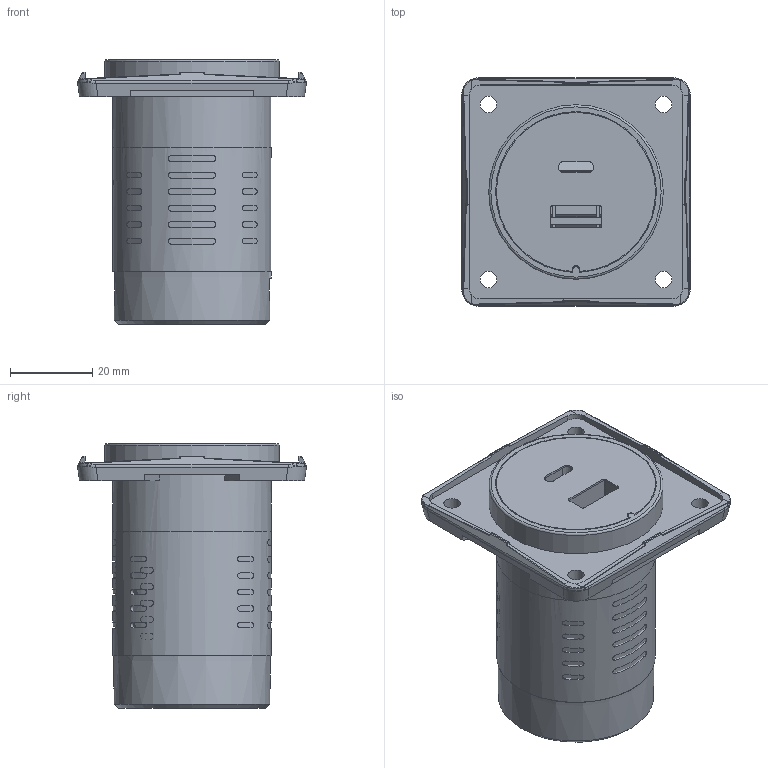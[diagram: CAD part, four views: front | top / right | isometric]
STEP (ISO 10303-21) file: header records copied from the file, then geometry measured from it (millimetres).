
FILE_DESCRIPTION(/* description */ (''),/* implementation_level */ '2;1');
FILE_NAME(/* name */ 'TEX4218_Kundenmodell.step',/* time_stamp */ '2024-06-03T15:28:24+02:00',/* author */ (''),/* organization */ (''),/* preprocessor_version */ 'ST-DEVELOPER v20',/* originating_system */ 'Autodesk Translation Framework v12.20.1.177',/* authorisation */ '');
FILE_SCHEMA (('AUTOMOTIVE_DESIGN { 1 0 10303 214 3 1 1 }'));
Length unit declared in the file: millimetre
Products named in the file (7): TAS-1901 100W Berker final; AS903-Berker ­±ªO¥»Åé; TAS-1901 100W assembly v2; TAS-1901 100W©³´ß; TAS-1901 100W ½u¸ôªO (1); 250 PCªO´¡¤ù; 100W 1A1C B-CªO_90«×ªO (1)
Assembly tree (7 placements, depth 4):
  TAS-1901 100W Berker final
    AS903-Berker ­±ªO¥»Åé
    TAS-1901 100W assembly v2
      TAS-1901 100W©³´ß
      TAS-1901 100W ½u¸ôªO (1)
        250 PCªO´¡¤ù  x2
        100W 1A1C B-CªO_90«×ªO (1)
Bounding box: 55.52 x 55.52 x 64.2 mm (x, y, z)
Volume: 41644.1 mm3; surface area: 42689.3 mm2
Topology: 6 solids, 6 shells, 1100 faces, 3051 edges, 1927 vertices
Faces by surface type: plane 480, cylinder 221, cone 178, bspline 126, sphere 48, torus 47
Full cylindrical faces by diameter (mm): 1.8 x2, 4 x4, 38.5 x1, 42.3 x1
Entity records: 41700 total; most frequent: CARTESIAN_POINT 14280, ORIENTED_EDGE 5938, DIRECTION 5549, EDGE_CURVE 2969, AXIS2_PLACEMENT_3D 2114, VERTEX_POINT 1891, LINE 1321, VECTOR 1321
